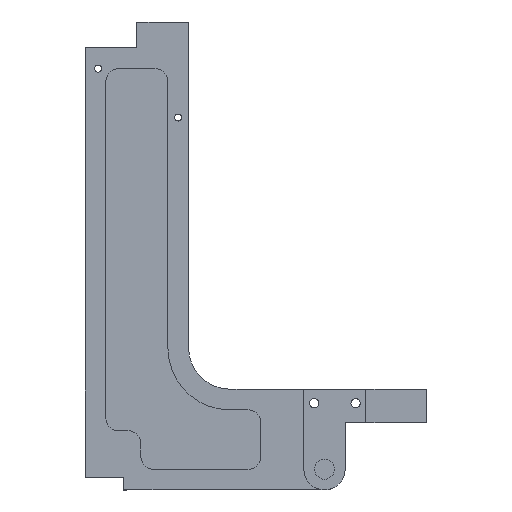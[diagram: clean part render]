
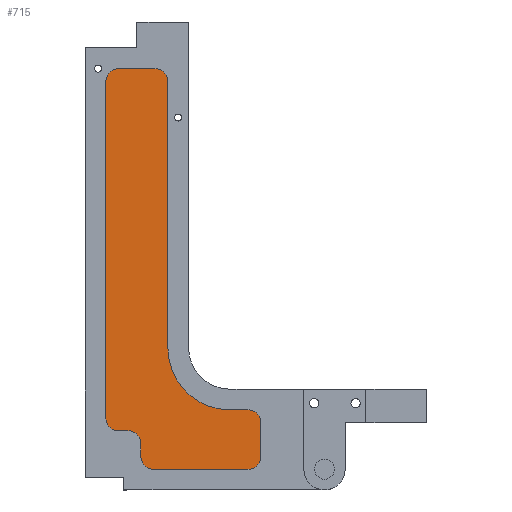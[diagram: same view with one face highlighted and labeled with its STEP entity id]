
A CAD part, top view. The second image highlights one B-rep face of the part: STEP entity #715.
In plain terms, the highlighted face is planar.
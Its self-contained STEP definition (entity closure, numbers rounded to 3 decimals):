
#19 = DIRECTION ( 'NONE',  ( -1., 0., 0. ) ) ;
#33 = EDGE_CURVE ( 'NONE', #1412, #258, #1626, .T. ) ;
#55 = CARTESIAN_POINT ( 'NONE',  ( -92.785, 563., -92.4 ) ) ;
#88 = VECTOR ( 'NONE', #19, 1000. ) ;
#89 = DIRECTION ( 'NONE',  ( 0., 0., -1. ) ) ;
#137 = DIRECTION ( 'NONE',  ( -1., 0., 0. ) ) ;
#143 = LINE ( 'NONE', #460, #524 ) ;
#169 = VECTOR ( 'NONE', #1267, 1000. ) ;
#229 = VERTEX_POINT ( 'NONE', #1662 ) ;
#232 = VERTEX_POINT ( 'NONE', #1340 ) ;
#236 = ORIENTED_EDGE ( 'NONE', *, *, #779, .F. ) ;
#258 = VERTEX_POINT ( 'NONE', #1993 ) ;
#260 = VERTEX_POINT ( 'NONE', #1032 ) ;
#286 = VERTEX_POINT ( 'NONE', #1669 ) ;
#300 = DIRECTION ( 'NONE',  ( 1., 0., 0. ) ) ;
#311 = EDGE_CURVE ( 'NONE', #2017, #286, #1255, .T. ) ;
#329 = VECTOR ( 'NONE', #1215, 1000. ) ;
#389 = CARTESIAN_POINT ( 'NONE',  ( -87.352, 418., -92.4 ) ) ;
#395 = DIRECTION ( 'NONE',  ( 1., 0., 0. ) ) ;
#402 = DIRECTION ( 'NONE',  ( 0., 0., -1. ) ) ;
#404 = VECTOR ( 'NONE', #1490, 1000. ) ;
#414 = CARTESIAN_POINT ( 'NONE',  ( -106.352, 553.11, -92.4 ) ) ;
#450 = LINE ( 'NONE', #1971, #404 ) ;
#454 = VERTEX_POINT ( 'NONE', #1112 ) ;
#458 = VERTEX_POINT ( 'NONE', #1299 ) ;
#460 = CARTESIAN_POINT ( 'NONE',  ( -51.378, 545., -92.4 ) ) ;
#485 = CARTESIAN_POINT ( 'NONE',  ( -87.352, 413., -92.4 ) ) ;
#488 = CARTESIAN_POINT ( 'NONE',  ( -106.352, 413., -92.4 ) ) ;
#510 = CARTESIAN_POINT ( 'NONE',  ( -97.785, 568., -92.4 ) ) ;
#514 = AXIS2_PLACEMENT_3D ( 'NONE', #55, #1516, #1379 ) ;
#524 = VECTOR ( 'NONE', #1094, 1000. ) ;
#535 = ORIENTED_EDGE ( 'NONE', *, *, #928, .T. ) ;
#538 = VERTEX_POINT ( 'NONE', #488 ) ;
#568 = EDGE_CURVE ( 'NONE', #605, #232, #450, .T. ) ;
#570 = CARTESIAN_POINT ( 'NONE',  ( -63.352, 521., -92.4 ) ) ;
#589 = AXIS2_PLACEMENT_3D ( 'NONE', #570, #89, #1259 ) ;
#605 = VERTEX_POINT ( 'NONE', #1042 ) ;
#606 = ORIENTED_EDGE ( 'NONE', *, *, #1461, .F. ) ;
#613 = DIRECTION ( 'NONE',  ( 0., 0., -1. ) ) ;
#624 = DIRECTION ( 'NONE',  ( 1., 0., 0. ) ) ;
#642 = CIRCLE ( 'NONE', #589, 24. ) ;
#699 = CARTESIAN_POINT ( 'NONE',  ( -56.378, 550., -92.4 ) ) ;
#707 = VERTEX_POINT ( 'NONE', #1996 ) ;
#715 = ADVANCED_FACE ( 'NONE', ( #1580 ), #1549, .F. ) ;
#720 = CARTESIAN_POINT ( 'NONE',  ( -63.352, 521., -92.4 ) ) ;
#733 = EDGE_CURVE ( 'NONE', #260, #286, #786, .T. ) ;
#736 = ORIENTED_EDGE ( 'NONE', *, *, #1332, .F. ) ;
#739 = AXIS2_PLACEMENT_3D ( 'NONE', #699, #402, #395 ) ;
#740 = ORIENTED_EDGE ( 'NONE', *, *, #915, .T. ) ;
#752 = AXIS2_PLACEMENT_3D ( 'NONE', #1725, #613, #300 ) ;
#760 = VERTEX_POINT ( 'NONE', #414 ) ;
#779 = EDGE_CURVE ( 'NONE', #454, #707, #143, .T. ) ;
#786 = CIRCLE ( 'NONE', #2018, 5. ) ;
#802 = CARTESIAN_POINT ( 'NONE',  ( -97.785, 568., -92.4 ) ) ;
#827 = CARTESIAN_POINT ( 'NONE',  ( -97.785, 558.11, -92.4 ) ) ;
#880 = LINE ( 'NONE', #2111, #88 ) ;
#903 = VERTEX_POINT ( 'NONE', #1262 ) ;
#915 = EDGE_CURVE ( 'NONE', #538, #232, #2025, .T. ) ;
#928 = EDGE_CURVE ( 'NONE', #605, #760, #937, .T. ) ;
#932 = AXIS2_PLACEMENT_3D ( 'NONE', #1137, #1618, #1140 ) ;
#937 = CIRCLE ( 'NONE', #2058, 5. ) ;
#954 = CARTESIAN_POINT ( 'NONE',  ( -102.785, 558.11, -92.4 ) ) ;
#955 = EDGE_CURVE ( 'NONE', #1412, #458, #1118, .T. ) ;
#958 = VECTOR ( 'NONE', #137, 1000. ) ;
#962 = ORIENTED_EDGE ( 'NONE', *, *, #568, .F. ) ;
#964 = EDGE_CURVE ( 'NONE', #903, #1886, #1273, .T. ) ;
#999 = CARTESIAN_POINT ( 'NONE',  ( -92.785, 568., -92.4 ) ) ;
#1032 = CARTESIAN_POINT ( 'NONE',  ( -56.378, 568., -92.4 ) ) ;
#1037 = EDGE_CURVE ( 'NONE', #903, #760, #880, .T. ) ;
#1042 = CARTESIAN_POINT ( 'NONE',  ( -111.352, 548.11, -92.4 ) ) ;
#1094 = DIRECTION ( 'NONE',  ( 1., 0., 0. ) ) ;
#1112 = CARTESIAN_POINT ( 'NONE',  ( -63.352, 545., -92.4 ) ) ;
#1118 = CIRCLE ( 'NONE', #932, 5. ) ;
#1122 = EDGE_CURVE ( 'NONE', #538, #458, #1646, .T. ) ;
#1137 = CARTESIAN_POINT ( 'NONE',  ( -92.352, 418., -92.4 ) ) ;
#1138 = ORIENTED_EDGE ( 'NONE', *, *, #1381, .T. ) ;
#1140 = DIRECTION ( 'NONE',  ( 1., 0., 0. ) ) ;
#1156 = ORIENTED_EDGE ( 'NONE', *, *, #955, .T. ) ;
#1176 = CARTESIAN_POINT ( 'NONE',  ( -51.378, 550., -92.4 ) ) ;
#1193 = LINE ( 'NONE', #802, #958 ) ;
#1207 = CARTESIAN_POINT ( 'NONE',  ( -51.378, 545., -92.4 ) ) ;
#1215 = DIRECTION ( 'NONE',  ( 0., 1., 0. ) ) ;
#1228 = DIRECTION ( 'NONE',  ( 0., 0., 1. ) ) ;
#1232 = ORIENTED_EDGE ( 'NONE', *, *, #33, .F. ) ;
#1234 = ORIENTED_EDGE ( 'NONE', *, *, #1037, .F. ) ;
#1255 = LINE ( 'NONE', #1207, #329 ) ;
#1259 = DIRECTION ( 'NONE',  ( 1., 0., 0. ) ) ;
#1262 = CARTESIAN_POINT ( 'NONE',  ( -102.785, 553.11, -92.4 ) ) ;
#1267 = DIRECTION ( 'NONE',  ( 0., 1., 0. ) ) ;
#1273 = CIRCLE ( 'NONE', #1294, 5. ) ;
#1294 = AXIS2_PLACEMENT_3D ( 'NONE', #954, #2090, #624 ) ;
#1299 = CARTESIAN_POINT ( 'NONE',  ( -92.352, 413., -92.4 ) ) ;
#1320 = DIRECTION ( 'NONE',  ( 1., 0., 0. ) ) ;
#1332 = EDGE_CURVE ( 'NONE', #229, #1886, #1903, .T. ) ;
#1340 = CARTESIAN_POINT ( 'NONE',  ( -111.352, 418., -92.4 ) ) ;
#1346 = EDGE_CURVE ( 'NONE', #229, #1991, #1689, .T. ) ;
#1354 = ORIENTED_EDGE ( 'NONE', *, *, #964, .T. ) ;
#1368 = VECTOR ( 'NONE', #1834, 1000. ) ;
#1375 = ORIENTED_EDGE ( 'NONE', *, *, #1346, .T. ) ;
#1379 = DIRECTION ( 'NONE',  ( 1., 0., 0. ) ) ;
#1381 = EDGE_CURVE ( 'NONE', #2017, #707, #1393, .T. ) ;
#1384 = DIRECTION ( 'NONE',  ( 0., 0., -1. ) ) ;
#1393 = CIRCLE ( 'NONE', #739, 5. ) ;
#1411 = AXIS2_PLACEMENT_3D ( 'NONE', #720, #1228, #1566 ) ;
#1412 = VERTEX_POINT ( 'NONE', #389 ) ;
#1461 = EDGE_CURVE ( 'NONE', #258, #454, #642, .T. ) ;
#1490 = DIRECTION ( 'NONE',  ( 0., -1., 0. ) ) ;
#1499 = ORIENTED_EDGE ( 'NONE', *, *, #733, .T. ) ;
#1516 = DIRECTION ( 'NONE',  ( 0., 0., -1. ) ) ;
#1549 = PLANE ( 'NONE',  #1411 ) ;
#1566 = DIRECTION ( 'NONE',  ( 1., 0., 0. ) ) ;
#1580 = FACE_OUTER_BOUND ( 'NONE', #1611, .T. ) ;
#1587 = EDGE_CURVE ( 'NONE', #260, #1991, #1193, .T. ) ;
#1611 = EDGE_LOOP ( 'NONE', ( #962, #535, #1234, #1354, #736, #1375, #2116, #1499, #2042, #1138, #236, #606, #1232, #1156, #1954, #740 ) ) ;
#1618 = DIRECTION ( 'NONE',  ( 0., 0., -1. ) ) ;
#1622 = DIRECTION ( 'NONE',  ( 0., 0., -1. ) ) ;
#1626 = LINE ( 'NONE', #1933, #169 ) ;
#1646 = LINE ( 'NONE', #485, #2024 ) ;
#1662 = CARTESIAN_POINT ( 'NONE',  ( -97.785, 563., -92.4 ) ) ;
#1669 = CARTESIAN_POINT ( 'NONE',  ( -51.378, 563., -92.4 ) ) ;
#1689 = CIRCLE ( 'NONE', #514, 5. ) ;
#1725 = CARTESIAN_POINT ( 'NONE',  ( -106.352, 418., -92.4 ) ) ;
#1788 = DIRECTION ( 'NONE',  ( 1., 0., 0. ) ) ;
#1834 = DIRECTION ( 'NONE',  ( 0., -1., 0. ) ) ;
#1886 = VERTEX_POINT ( 'NONE', #827 ) ;
#1903 = LINE ( 'NONE', #510, #1368 ) ;
#1933 = CARTESIAN_POINT ( 'NONE',  ( -87.352, 521., -92.4 ) ) ;
#1952 = CARTESIAN_POINT ( 'NONE',  ( -106.352, 548.11, -92.4 ) ) ;
#1954 = ORIENTED_EDGE ( 'NONE', *, *, #1122, .F. ) ;
#1971 = CARTESIAN_POINT ( 'NONE',  ( -111.352, 413., -92.4 ) ) ;
#1991 = VERTEX_POINT ( 'NONE', #999 ) ;
#1993 = CARTESIAN_POINT ( 'NONE',  ( -87.352, 521., -92.4 ) ) ;
#1996 = CARTESIAN_POINT ( 'NONE',  ( -56.378, 545., -92.4 ) ) ;
#2017 = VERTEX_POINT ( 'NONE', #1176 ) ;
#2018 = AXIS2_PLACEMENT_3D ( 'NONE', #2041, #1384, #2019 ) ;
#2019 = DIRECTION ( 'NONE',  ( 1., 0., 0. ) ) ;
#2024 = VECTOR ( 'NONE', #1788, 1000. ) ;
#2025 = CIRCLE ( 'NONE', #752, 5. ) ;
#2041 = CARTESIAN_POINT ( 'NONE',  ( -56.378, 563., -92.4 ) ) ;
#2042 = ORIENTED_EDGE ( 'NONE', *, *, #311, .F. ) ;
#2058 = AXIS2_PLACEMENT_3D ( 'NONE', #1952, #1622, #1320 ) ;
#2090 = DIRECTION ( 'NONE',  ( 0., 0., 1. ) ) ;
#2111 = CARTESIAN_POINT ( 'NONE',  ( -97.785, 553.11, -92.4 ) ) ;
#2116 = ORIENTED_EDGE ( 'NONE', *, *, #1587, .F. ) ;
